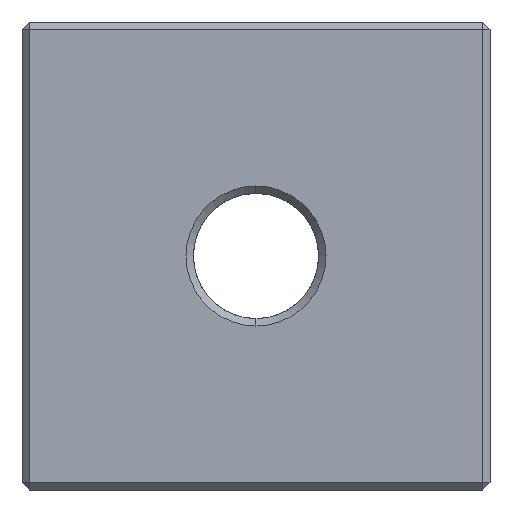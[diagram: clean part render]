
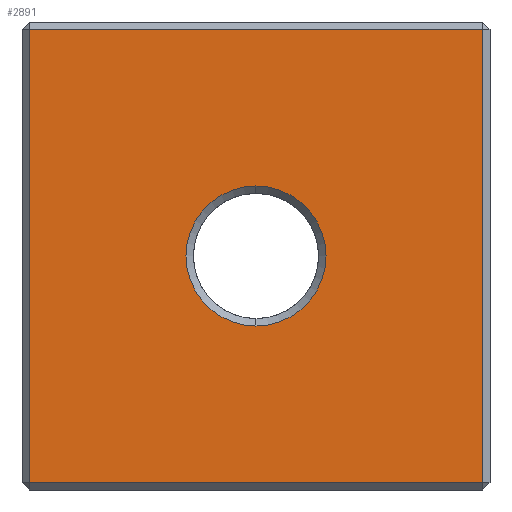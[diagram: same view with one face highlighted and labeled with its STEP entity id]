
A CAD part, front view. The second image highlights one B-rep face of the part: STEP entity #2891.
In plain terms, the highlighted planar face has unit normal (0, -1, 0).
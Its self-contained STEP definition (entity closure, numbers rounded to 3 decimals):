
#213 = EDGE_CURVE ( 'NONE', #5122, #2800, #223, .T. ) ;
#223 = LINE ( 'NONE', #4918, #3864 ) ;
#348 = EDGE_CURVE ( 'NONE', #2622, #5122, #2310, .T. ) ;
#416 = PLANE ( 'NONE',  #766 ) ;
#456 = VECTOR ( 'NONE', #518, 1000. ) ;
#485 = CARTESIAN_POINT ( 'NONE',  ( 0., -25.4, -1.9 ) ) ;
#507 = FACE_OUTER_BOUND ( 'NONE', #2985, .T. ) ;
#518 = DIRECTION ( 'NONE',  ( 0., 0., 1. ) ) ;
#655 = CARTESIAN_POINT ( 'NONE',  ( -6.15, -25.4, -6.35 ) ) ;
#697 = AXIS2_PLACEMENT_3D ( 'NONE', #2857, #5396, #1916 ) ;
#726 = CIRCLE ( 'NONE', #3222, 1.9 ) ;
#766 = AXIS2_PLACEMENT_3D ( 'NONE', #3078, #4349, #842 ) ;
#842 = DIRECTION ( 'NONE',  ( 0., 0., -1. ) ) ;
#1472 = VERTEX_POINT ( 'NONE', #5107 ) ;
#1679 = CARTESIAN_POINT ( 'NONE',  ( -6.15, -25.4, 6.15 ) ) ;
#1696 = ORIENTED_EDGE ( 'NONE', *, *, #5057, .T. ) ;
#1804 = EDGE_CURVE ( 'NONE', #2203, #1472, #4101, .T. ) ;
#1916 = DIRECTION ( 'NONE',  ( 0., 0., -1. ) ) ;
#2087 = DIRECTION ( 'NONE',  ( -1., 0., 0. ) ) ;
#2114 = LINE ( 'NONE', #2141, #5508 ) ;
#2141 = CARTESIAN_POINT ( 'NONE',  ( -6.35, -25.4, 6.15 ) ) ;
#2156 = DIRECTION ( 'NONE',  ( 0., 0., -1. ) ) ;
#2203 = VERTEX_POINT ( 'NONE', #485 ) ;
#2304 = DIRECTION ( 'NONE',  ( 1., 0., 0. ) ) ;
#2310 = LINE ( 'NONE', #655, #2766 ) ;
#2463 = CARTESIAN_POINT ( 'NONE',  ( 6.15, -25.4, -6.15 ) ) ;
#2622 = VERTEX_POINT ( 'NONE', #1679 ) ;
#2766 = VECTOR ( 'NONE', #4471, 1000. ) ;
#2800 = VERTEX_POINT ( 'NONE', #2463 ) ;
#2839 = ORIENTED_EDGE ( 'NONE', *, *, #3706, .T. ) ;
#2857 = CARTESIAN_POINT ( 'NONE',  ( 0., -25.4, 0. ) ) ;
#2891 = ADVANCED_FACE ( 'NONE', ( #507, #4260 ), #416, .T. ) ;
#2962 = CARTESIAN_POINT ( 'NONE',  ( 0., -25.4, 0. ) ) ;
#2985 = EDGE_LOOP ( 'NONE', ( #1696, #2839, #4848, #3004 ) ) ;
#2988 = DIRECTION ( 'NONE',  ( 0., 1., 0. ) ) ;
#3004 = ORIENTED_EDGE ( 'NONE', *, *, #213, .T. ) ;
#3078 = CARTESIAN_POINT ( 'NONE',  ( 0., -25.4, 0. ) ) ;
#3090 = CARTESIAN_POINT ( 'NONE',  ( -6.15, -25.4, -6.15 ) ) ;
#3222 = AXIS2_PLACEMENT_3D ( 'NONE', #2962, #2988, #2156 ) ;
#3431 = CARTESIAN_POINT ( 'NONE',  ( 6.15, -25.4, 6.15 ) ) ;
#3569 = ORIENTED_EDGE ( 'NONE', *, *, #1804, .T. ) ;
#3654 = ORIENTED_EDGE ( 'NONE', *, *, #5307, .T. ) ;
#3706 = EDGE_CURVE ( 'NONE', #4491, #2622, #2114, .T. ) ;
#3823 = EDGE_LOOP ( 'NONE', ( #3569, #3654 ) ) ;
#3864 = VECTOR ( 'NONE', #2304, 1000. ) ;
#3911 = LINE ( 'NONE', #3965, #456 ) ;
#3965 = CARTESIAN_POINT ( 'NONE',  ( 6.15, -25.4, 6.35 ) ) ;
#4101 = CIRCLE ( 'NONE', #697, 1.9 ) ;
#4260 = FACE_BOUND ( 'NONE', #3823, .T. ) ;
#4349 = DIRECTION ( 'NONE',  ( 0., -1., 0. ) ) ;
#4471 = DIRECTION ( 'NONE',  ( 0., 0., -1. ) ) ;
#4491 = VERTEX_POINT ( 'NONE', #3431 ) ;
#4848 = ORIENTED_EDGE ( 'NONE', *, *, #348, .T. ) ;
#4918 = CARTESIAN_POINT ( 'NONE',  ( 6.35, -25.4, -6.15 ) ) ;
#5057 = EDGE_CURVE ( 'NONE', #2800, #4491, #3911, .T. ) ;
#5107 = CARTESIAN_POINT ( 'NONE',  ( 0., -25.4, 1.9 ) ) ;
#5122 = VERTEX_POINT ( 'NONE', #3090 ) ;
#5307 = EDGE_CURVE ( 'NONE', #1472, #2203, #726, .T. ) ;
#5396 = DIRECTION ( 'NONE',  ( 0., 1., 0. ) ) ;
#5508 = VECTOR ( 'NONE', #2087, 1000. ) ;
